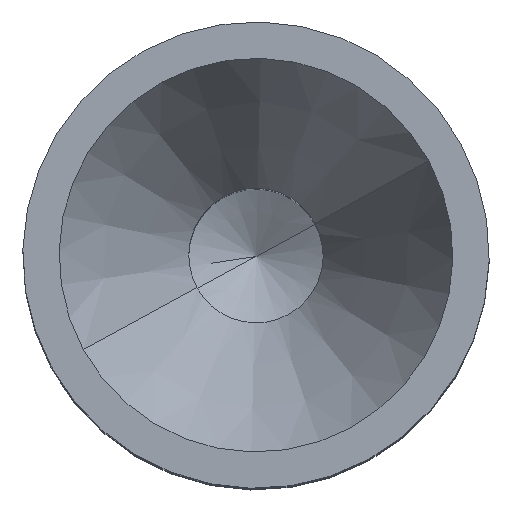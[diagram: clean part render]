
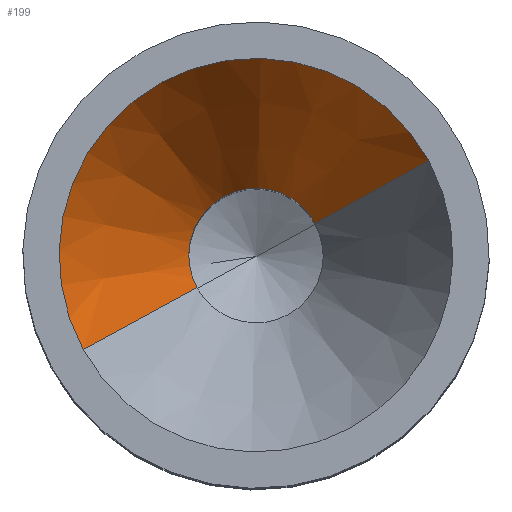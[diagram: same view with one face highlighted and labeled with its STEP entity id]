
A CAD part, top view. The second image highlights one B-rep face of the part: STEP entity #199.
In plain terms, the highlighted conical face has half-angle 29.957 degrees and reference radius 0.649 mm.
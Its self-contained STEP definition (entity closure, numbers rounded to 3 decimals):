
#96=AXIS2_PLACEMENT_3D('Circle Axis2P3D',#94,#95,$) ;
#186=AXIS2_PLACEMENT_3D('Cone Axis2P3D',#183,#184,#185) ;
#190=AXIS2_PLACEMENT_3D('Circle Axis2P3D',#188,#189,$) ;
#89=CARTESIAN_POINT('Vertex',(0.583,1.339,25.)) ;
#91=CARTESIAN_POINT('Vertex',(3.917,3.161,25.)) ;
#94=CARTESIAN_POINT('Axis2P3D Location',(2.25,2.25,25.)) ;
#161=CARTESIAN_POINT('Vertex',(1.681,1.939,22.83)) ;
#163=CARTESIAN_POINT('Vertex',(2.819,2.561,22.83)) ;
#166=CARTESIAN_POINT('Line Origine',(-219109.168,-119698.863,433221.981)) ;
#171=CARTESIAN_POINT('Line Origine',(219113.668,119703.363,433221.981)) ;
#183=CARTESIAN_POINT('Axis2P3D Location',(2.25,2.25,22.83)) ;
#188=CARTESIAN_POINT('Axis2P3D Location',(2.25,2.25,22.83)) ;
#95=DIRECTION('Axis2P3D Direction',(0.,-0.,1.)) ;
#167=DIRECTION('Vector Direction',(-0.438,-0.239,0.866)) ;
#172=DIRECTION('Vector Direction',(0.438,0.239,0.866)) ;
#184=DIRECTION('Axis2P3D Direction',(0.,0.,1.)) ;
#185=DIRECTION('Axis2P3D XDirection',(0.878,0.479,0.)) ;
#189=DIRECTION('Axis2P3D Direction',(0.,0.,1.)) ;
#168=VECTOR('Line Direction',#167,1.) ;
#173=VECTOR('Line Direction',#172,1.) ;
#194=ORIENTED_EDGE('',*,*,#192,.F.) ;
#195=ORIENTED_EDGE('',*,*,#175,.T.) ;
#196=ORIENTED_EDGE('',*,*,#98,.T.) ;
#197=ORIENTED_EDGE('',*,*,#170,.F.) ;
#199=ADVANCED_FACE('Hauptkoerper',(#198),#187,.F.) ;
#97=CIRCLE('generated circle',#96,1.899) ;
#191=CIRCLE('generated circle',#190,0.649) ;
#187=CONICAL_SURFACE('Cone',#186,0.649,0.523) ;
#98=EDGE_CURVE('',#92,#90,#97,.T.) ;
#170=EDGE_CURVE('',#162,#90,#169,.T.) ;
#175=EDGE_CURVE('',#164,#92,#174,.T.) ;
#192=EDGE_CURVE('',#164,#162,#191,.T.) ;
#193=EDGE_LOOP('',(#194,#195,#196,#197)) ;
#198=FACE_OUTER_BOUND('',#193,.T.) ;
#169=LINE('Line',#166,#168) ;
#174=LINE('Line',#171,#173) ;
#90=VERTEX_POINT('',#89) ;
#92=VERTEX_POINT('',#91) ;
#162=VERTEX_POINT('',#161) ;
#164=VERTEX_POINT('',#163) ;
